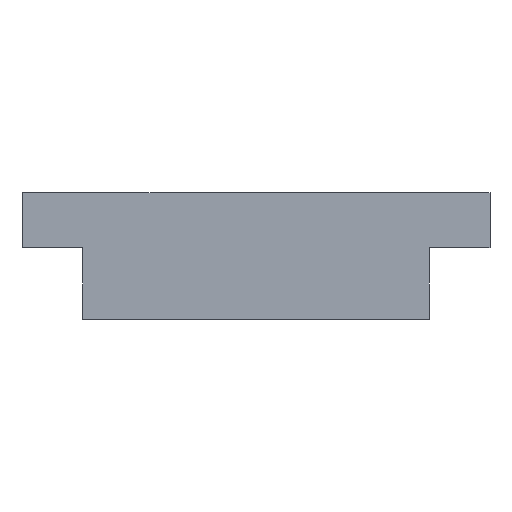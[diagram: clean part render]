
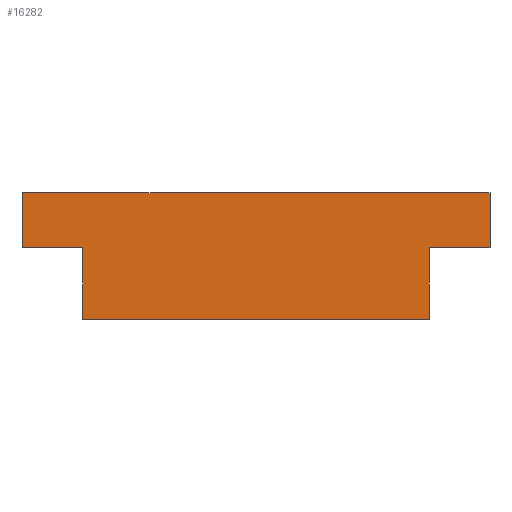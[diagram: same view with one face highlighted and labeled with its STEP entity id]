
A CAD part, front view. The second image highlights one B-rep face of the part: STEP entity #16282.
In plain terms, the highlighted planar face has unit normal (0, -1, 0).
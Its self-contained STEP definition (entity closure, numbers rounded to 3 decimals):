
#317 = LINE ( 'NONE', #10991, #7788 ) ;
#341 = LINE ( 'NONE', #7268, #11549 ) ;
#433 = EDGE_LOOP ( 'NONE', ( #7886, #14793, #6729, #15988, #8954, #10783, #6587, #8255 ) ) ;
#532 = CARTESIAN_POINT ( 'NONE',  ( -3.936, 21.5, 0. ) ) ;
#1831 = DIRECTION ( 'NONE',  ( 0., 0., 1. ) ) ;
#1886 = EDGE_CURVE ( 'NONE', #9695, #5399, #11952, .T. ) ;
#1918 = FACE_OUTER_BOUND ( 'NONE', #433, .T. ) ;
#2619 = VERTEX_POINT ( 'NONE', #9498 ) ;
#2898 = LINE ( 'NONE', #16112, #15872 ) ;
#3417 = CARTESIAN_POINT ( 'NONE',  ( -5.318, 21.5, -8.75 ) ) ;
#3439 = VERTEX_POINT ( 'NONE', #8005 ) ;
#3664 = LINE ( 'NONE', #15669, #4460 ) ;
#4023 = CARTESIAN_POINT ( 'NONE',  ( 3.936, 21.5, -11.619 ) ) ;
#4071 = EDGE_CURVE ( 'NONE', #4772, #12879, #2898, .T. ) ;
#4460 = VECTOR ( 'NONE', #5521, 1000. ) ;
#4639 = LINE ( 'NONE', #532, #5221 ) ;
#4772 = VERTEX_POINT ( 'NONE', #9473 ) ;
#4809 = EDGE_CURVE ( 'NONE', #3439, #5399, #3664, .T. ) ;
#5192 = EDGE_CURVE ( 'NONE', #12879, #8881, #341, .T. ) ;
#5221 = VECTOR ( 'NONE', #1831, 1000. ) ;
#5399 = VERTEX_POINT ( 'NONE', #7378 ) ;
#5521 = DIRECTION ( 'NONE',  ( -1., 0., 0. ) ) ;
#5677 = DIRECTION ( 'NONE',  ( 0., 1., 0. ) ) ;
#6025 = DIRECTION ( 'NONE',  ( 0., 0., -1. ) ) ;
#6329 = EDGE_CURVE ( 'NONE', #16109, #9695, #317, .T. ) ;
#6587 = ORIENTED_EDGE ( 'NONE', *, *, #9177, .F. ) ;
#6729 = ORIENTED_EDGE ( 'NONE', *, *, #14260, .F. ) ;
#6930 = DIRECTION ( 'NONE',  ( 0., 0., 1. ) ) ;
#6983 = CARTESIAN_POINT ( 'NONE',  ( 0., 21.5, 0. ) ) ;
#7193 = DIRECTION ( 'NONE',  ( -1., 0., 0. ) ) ;
#7202 = VECTOR ( 'NONE', #9239, 1000. ) ;
#7268 = CARTESIAN_POINT ( 'NONE',  ( 3.936, 21.5, 0. ) ) ;
#7378 = CARTESIAN_POINT ( 'NONE',  ( -5.318, 21.5, -10. ) ) ;
#7776 = CARTESIAN_POINT ( 'NONE',  ( 3.936, 21.5, -10. ) ) ;
#7788 = VECTOR ( 'NONE', #7193, 1000. ) ;
#7886 = ORIENTED_EDGE ( 'NONE', *, *, #5192, .T. ) ;
#8005 = CARTESIAN_POINT ( 'NONE',  ( -3.936, 21.5, -10. ) ) ;
#8219 = LINE ( 'NONE', #14385, #11180 ) ;
#8255 = ORIENTED_EDGE ( 'NONE', *, *, #4071, .T. ) ;
#8538 = DIRECTION ( 'NONE',  ( 1., 0., 0. ) ) ;
#8881 = VERTEX_POINT ( 'NONE', #7776 ) ;
#8954 = ORIENTED_EDGE ( 'NONE', *, *, #1886, .T. ) ;
#9177 = EDGE_CURVE ( 'NONE', #4772, #3439, #4639, .T. ) ;
#9239 = DIRECTION ( 'NONE',  ( -1., 0., 0. ) ) ;
#9473 = CARTESIAN_POINT ( 'NONE',  ( -3.936, 21.5, -11.619 ) ) ;
#9498 = CARTESIAN_POINT ( 'NONE',  ( 5.318, 21.5, -10. ) ) ;
#9695 = VERTEX_POINT ( 'NONE', #3417 ) ;
#10553 = LINE ( 'NONE', #11801, #7202 ) ;
#10781 = PLANE ( 'NONE',  #14798 ) ;
#10783 = ORIENTED_EDGE ( 'NONE', *, *, #4809, .F. ) ;
#10991 = CARTESIAN_POINT ( 'NONE',  ( 0., 21.5, -8.75 ) ) ;
#11180 = VECTOR ( 'NONE', #11878, 1000. ) ;
#11549 = VECTOR ( 'NONE', #15884, 1000. ) ;
#11561 = CARTESIAN_POINT ( 'NONE',  ( 5.318, 21.5, -8.75 ) ) ;
#11753 = EDGE_CURVE ( 'NONE', #2619, #8881, #10553, .T. ) ;
#11801 = CARTESIAN_POINT ( 'NONE',  ( 0., 21.5, -10. ) ) ;
#11878 = DIRECTION ( 'NONE',  ( 0., 0., -1. ) ) ;
#11952 = LINE ( 'NONE', #13593, #15684 ) ;
#12879 = VERTEX_POINT ( 'NONE', #4023 ) ;
#13593 = CARTESIAN_POINT ( 'NONE',  ( -5.318, 21.5, 0. ) ) ;
#14260 = EDGE_CURVE ( 'NONE', #16109, #2619, #8219, .T. ) ;
#14385 = CARTESIAN_POINT ( 'NONE',  ( 5.318, 21.5, 0. ) ) ;
#14793 = ORIENTED_EDGE ( 'NONE', *, *, #11753, .F. ) ;
#14798 = AXIS2_PLACEMENT_3D ( 'NONE', #6983, #5677, #6930 ) ;
#15669 = CARTESIAN_POINT ( 'NONE',  ( 0., 21.5, -10. ) ) ;
#15684 = VECTOR ( 'NONE', #6025, 1000. ) ;
#15872 = VECTOR ( 'NONE', #8538, 1000. ) ;
#15884 = DIRECTION ( 'NONE',  ( 0., 0., 1. ) ) ;
#15988 = ORIENTED_EDGE ( 'NONE', *, *, #6329, .T. ) ;
#16109 = VERTEX_POINT ( 'NONE', #11561 ) ;
#16112 = CARTESIAN_POINT ( 'NONE',  ( 0., 21.5, -11.619 ) ) ;
#16282 = ADVANCED_FACE ( 'NONE', ( #1918 ), #10781, .F. ) ;
